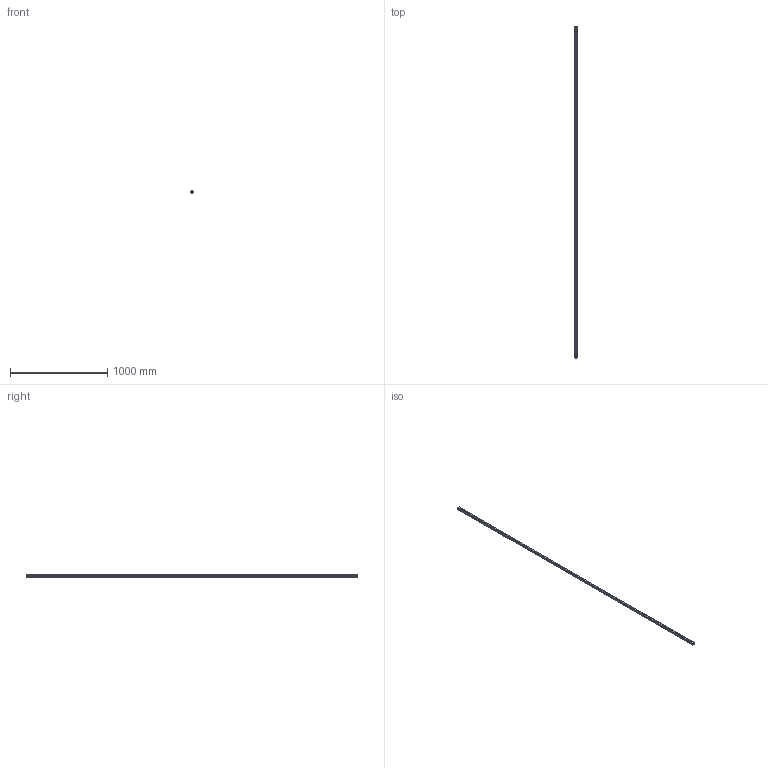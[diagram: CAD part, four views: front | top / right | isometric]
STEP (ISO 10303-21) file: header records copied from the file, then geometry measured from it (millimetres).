
FILE_DESCRIPTION(('STEP AP214'),'1');
FILE_NAME('cctmp_20121ABF-EDC0-472B-9422-4A14FD1D6151_2020_5_28_15_3_50_447..stp','2020-05-28T13:03:50',('HIWIN GmbH'),('CADClick - www.CADClick.com'),'Spatial InterOp 3D',' ','unknown authorization');
FILE_SCHEMA(('AUTOMOTIVE_DESIGN'));
Length unit declared in the file: millimetre
Products named in the file (1): HGR25R3420H_FILE
Bounding box: 23 x 3420 x 22 mm (x, y, z)
Volume: 1421816.8 mm3; surface area: 351182.3 mm2
Topology: 1 solids, 1 shells, 795 faces, 2025 edges, 1350 vertices
Faces by surface type: plane 431, cylinder 364
Entity records: 31047 total; most frequent: DIRECTION 4801, CARTESIAN_POINT 4171, ORIENTED_EDGE 4050, EDGE_CURVE 2025, AXIS2_PLACEMENT_3D 1980, VERTEX_POINT 1350, CIRCLE 956, EDGE_LOOP 913
